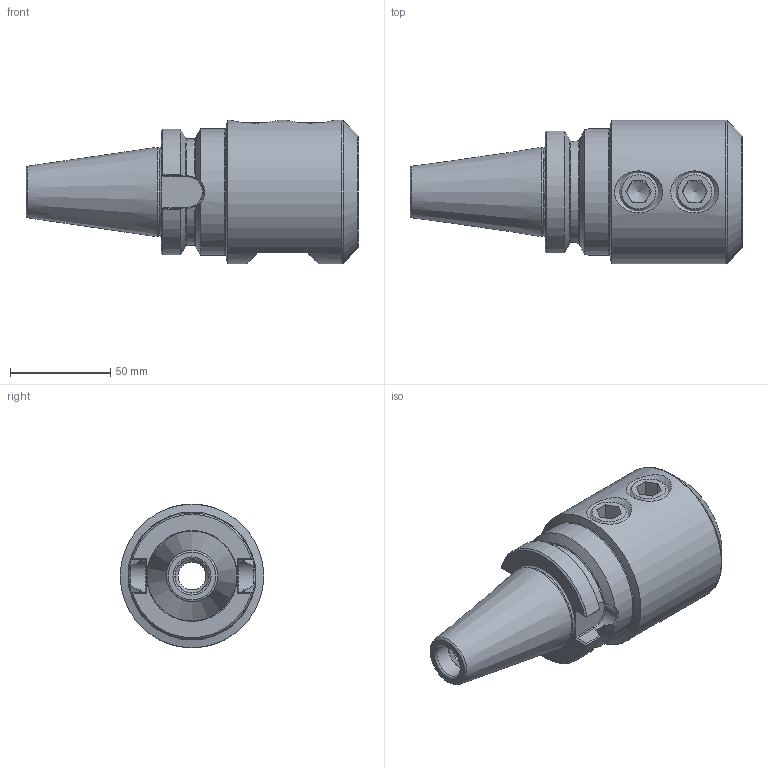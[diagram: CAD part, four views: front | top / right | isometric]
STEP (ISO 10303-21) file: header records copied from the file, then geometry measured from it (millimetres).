
FILE_DESCRIPTION( ( 'Unknown' ), '1' );
FILE_NAME( '214033260-D.stp', 'Unknown', ( 'Unknown' ), ( 'Unknown' ), 'PSStep 15.0.49', 'Unknown', ' ' );
FILE_SCHEMA( ( 'AUTOMOTIVE_DESIGN { 1 0 10303 214 1 1 1 1 }' ) );
Length unit declared in the file: millimetre
Products named in the file (3): 1; 2; 3
Bounding box: 165.4 x 71.5 x 71.5 mm (x, y, z)
Volume: 340073.6 mm3; surface area: 51338.1 mm2
Topology: 3 solids, 3 shells, 123 faces, 315 edges, 196 vertices
Faces by surface type: plane 66, cone 21, cylinder 21, torus 13, bspline 2
Full cylindrical faces by diameter (mm): 13.835 x2, 17 x1, 17.835 x2, 20 x2, 32 x1, 32.5 x1, 63 x1, 71.5 x1
Entity records: 5010 total; most frequent: CARTESIAN_POINT 1301, DIRECTION 550, ORIENTED_EDGE 524, EDGE_CURVE 262, AXIS2_PLACEMENT_3D 217, VERTEX_POINT 180, EDGE_LOOP 162, FACE_OUTER_BOUND 141
